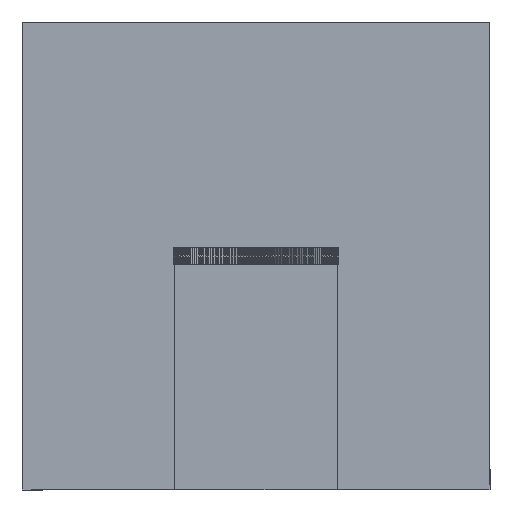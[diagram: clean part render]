
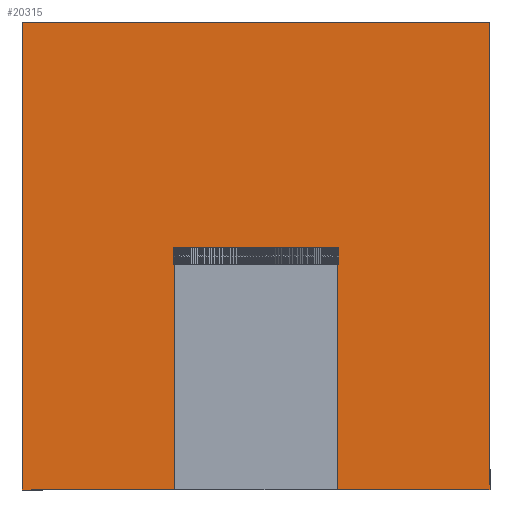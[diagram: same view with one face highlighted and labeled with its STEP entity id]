
A CAD part, front view. The second image highlights one B-rep face of the part: STEP entity #20315.
In plain terms, the highlighted planar face has unit normal (0, -1, 0).
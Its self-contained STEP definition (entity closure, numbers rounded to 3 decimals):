
#696=B_SPLINE_CURVE_WITH_KNOTS('',3,(#25024,#25025,#25026,#25027),
 .UNSPECIFIED.,.F.,.F.,(4,4),(0.,1.),.UNSPECIFIED.);
#697=B_SPLINE_CURVE_WITH_KNOTS('',3,(#25029,#25030,#25031,#25032),
 .UNSPECIFIED.,.F.,.F.,(4,4),(0.,1.),.UNSPECIFIED.);
#3399=ORIENTED_EDGE('',*,*,#6868,.T.);
#3400=ORIENTED_EDGE('',*,*,#5862,.T.);
#3401=ORIENTED_EDGE('',*,*,#5867,.F.);
#3402=ORIENTED_EDGE('',*,*,#5863,.T.);
#3403=ORIENTED_EDGE('',*,*,#6202,.F.);
#3404=ORIENTED_EDGE('',*,*,#6869,.T.);
#3405=ORIENTED_EDGE('',*,*,#6870,.F.);
#3406=ORIENTED_EDGE('',*,*,#6871,.F.);
#3407=ORIENTED_EDGE('',*,*,#6872,.F.);
#3408=ORIENTED_EDGE('',*,*,#6873,.F.);
#3409=ORIENTED_EDGE('',*,*,#6874,.F.);
#3410=ORIENTED_EDGE('',*,*,#6875,.T.);
#5862=EDGE_CURVE('',#8085,#8099,#696,.T.);
#5863=EDGE_CURVE('',#8100,#8101,#697,.T.);
#5867=EDGE_CURVE('',#8100,#8099,#9592,.T.);
#6202=EDGE_CURVE('',#8093,#8101,#9594,.T.);
#6868=EDGE_CURVE('',#8768,#8085,#9595,.T.);
#6869=EDGE_CURVE('',#8093,#8769,#9596,.T.);
#6870=EDGE_CURVE('',#8770,#8769,#9597,.T.);
#6871=EDGE_CURVE('',#8771,#8770,#9598,.T.);
#6872=EDGE_CURVE('',#8772,#8771,#9599,.T.);
#6873=EDGE_CURVE('',#8773,#8772,#9600,.T.);
#6874=EDGE_CURVE('',#8774,#8773,#9601,.T.);
#6875=EDGE_CURVE('',#8774,#8768,#9602,.T.);
#8085=VERTEX_POINT('',#24977);
#8093=VERTEX_POINT('',#24998);
#8099=VERTEX_POINT('',#25023);
#8100=VERTEX_POINT('',#25033);
#8101=VERTEX_POINT('',#25034);
#8768=VERTEX_POINT('',#31201);
#8769=VERTEX_POINT('',#31203);
#8770=VERTEX_POINT('',#31205);
#8771=VERTEX_POINT('',#31207);
#8772=VERTEX_POINT('',#31209);
#8773=VERTEX_POINT('',#31211);
#8774=VERTEX_POINT('',#31213);
#9592=LINE('',#25050,#10823);
#9594=LINE('',#26216,#10825);
#9595=LINE('',#31200,#10826);
#9596=LINE('',#31202,#10827);
#9597=LINE('',#31204,#10828);
#9598=LINE('',#31206,#10829);
#9599=LINE('',#31208,#10830);
#9600=LINE('',#31210,#10831);
#9601=LINE('',#31212,#10832);
#9602=LINE('',#31214,#10833);
#10823=VECTOR('',#21804,1000.);
#10825=VECTOR('',#22142,1000.);
#10826=VECTOR('',#22813,1000.);
#10827=VECTOR('',#22814,1000.);
#10828=VECTOR('',#22815,1000.);
#10829=VECTOR('',#22816,1000.);
#10830=VECTOR('',#22817,1000.);
#10831=VECTOR('',#22818,1000.);
#10832=VECTOR('',#22819,1000.);
#10833=VECTOR('',#22820,1000.);
#12382=EDGE_LOOP('',(#3399,#3400,#3401,#3402,#3403,#3404,#3405,#3406,#3407,
#3408,#3409,#3410));
#13262=FACE_BOUND('',#12382,.T.);
#13807=PLANE('',#21301);
#20315=ADVANCED_FACE('',(#13262),#13807,.F.);
#21301=AXIS2_PLACEMENT_3D('',#31199,#22811,#22812);
#21804=DIRECTION('',(-1.,0.,0.));
#22142=DIRECTION('',(1.,0.,0.));
#22811=DIRECTION('',(0.,1.,0.));
#22812=DIRECTION('',(0.,0.,1.));
#22813=DIRECTION('',(1.,0.,0.));
#22814=DIRECTION('',(0.,0.,-1.));
#22815=DIRECTION('',(-1.,0.,0.));
#22816=DIRECTION('',(0.,0.,-1.));
#22817=DIRECTION('',(1.,0.,0.));
#22818=DIRECTION('',(0.,0.,1.));
#22819=DIRECTION('',(-1.,0.,0.));
#22820=DIRECTION('',(0.,0.,1.));
#24977=CARTESIAN_POINT('',(-150.427,-10.005,0.));
#24998=CARTESIAN_POINT('',(150.367,-10.005,-15.));
#25023=CARTESIAN_POINT('',(-150.425,-10.005,15.));
#25024=CARTESIAN_POINT('',(-150.427,-10.005,0.));
#25025=CARTESIAN_POINT('',(-150.427,-10.005,5.));
#25026=CARTESIAN_POINT('',(-150.427,-10.005,10.));
#25027=CARTESIAN_POINT('',(-150.427,-10.005,15.));
#25029=CARTESIAN_POINT('',(150.427,-10.005,15.));
#25030=CARTESIAN_POINT('',(150.427,-10.005,5.));
#25031=CARTESIAN_POINT('',(150.427,-10.005,-5.));
#25032=CARTESIAN_POINT('',(150.427,-10.005,-15.));
#25033=CARTESIAN_POINT('',(150.425,-10.005,15.));
#25034=CARTESIAN_POINT('',(150.425,-10.005,-15.));
#25050=CARTESIAN_POINT('',(0.,-10.005,15.));
#26216=CARTESIAN_POINT('',(-2.5,-10.005,-15.));
#31199=CARTESIAN_POINT('',(-2.5,-10.005,-2.5));
#31200=CARTESIAN_POINT('',(-4.844,-10.005,0.));
#31201=CARTESIAN_POINT('',(-150.527,-10.005,0.));
#31202=CARTESIAN_POINT('',(150.367,-10.005,11.438));
#31203=CARTESIAN_POINT('',(150.367,-10.005,-432.5));
#31204=CARTESIAN_POINT('',(-1.25,-10.005,-432.5));
#31205=CARTESIAN_POINT('',(432.5,-10.005,-432.5));
#31206=CARTESIAN_POINT('',(432.5,-10.005,-1.25));
#31207=CARTESIAN_POINT('',(432.5,-10.005,432.5));
#31208=CARTESIAN_POINT('',(-1.25,-10.005,432.5));
#31209=CARTESIAN_POINT('',(-432.5,-10.005,432.5));
#31210=CARTESIAN_POINT('',(-432.5,-10.005,-1.25));
#31211=CARTESIAN_POINT('',(-432.5,-10.005,-432.5));
#31212=CARTESIAN_POINT('',(-1.25,-10.005,-432.5));
#31213=CARTESIAN_POINT('',(-150.527,-10.005,-432.5));
#31214=CARTESIAN_POINT('',(-150.527,-10.005,11.438));
